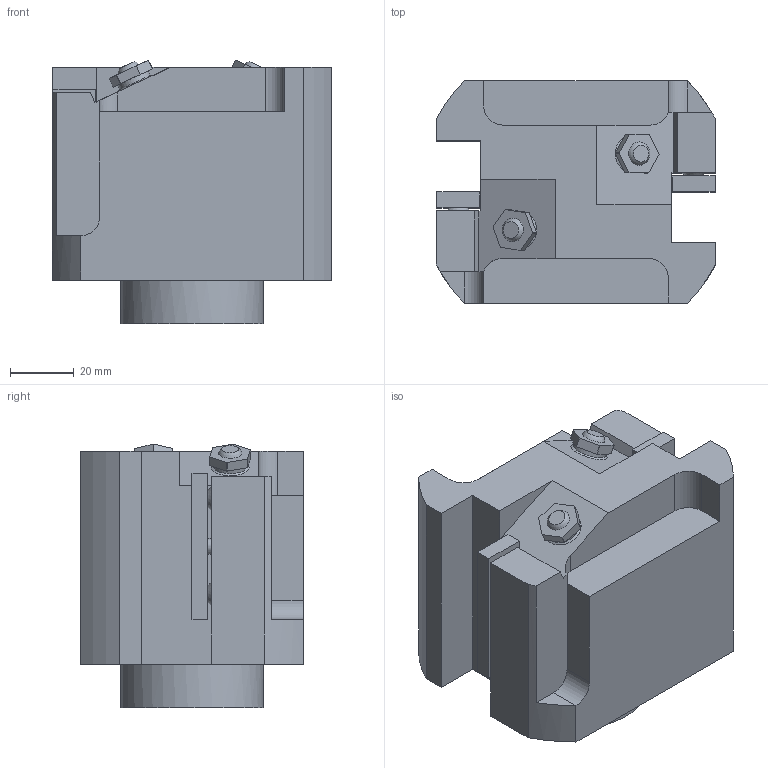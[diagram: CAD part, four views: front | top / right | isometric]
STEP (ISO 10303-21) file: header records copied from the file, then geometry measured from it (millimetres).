
FILE_DESCRIPTION(/* description */ (''),/* implementation_level */ '2;1');
FILE_NAME(/* name */ 'W7040120_stp.stp',/* time_stamp */ '2015-10-22T08:02:54+02:00',/* author */ (''),/* organization */ (''),/* preprocessor_version */ 'ST-DEVELOPER v15',/* originating_system */ 'SIEMENS PLM Software NX 9.0',/* authorisation */ '');
FILE_SCHEMA (('AP203_CONFIGURATION_CONTROLLED_3D_DESIGN_OF_MECHANICAL_PARTS_AND_ASSEMBLIES_MIM_LF { 1 0 10303 403 2 1 2}'));
Length unit declared in the file: millimetre
Products named in the file (1): _
Bounding box: 88 x 70 x 83.01 mm (x, y, z)
Volume: 343740.2 mm3; surface area: 39738.8 mm2
Topology: 1 solids, 1 shells, 100 faces, 263 edges, 176 vertices
Faces by surface type: plane 65, cylinder 27, cone 6, sphere 2
Full cylindrical faces by diameter (mm): 5 x2, 10.6 x2, 45 x1
Entity records: 3082 total; most frequent: DIRECTION 516, CARTESIAN_POINT 515, ORIENTED_EDGE 488, EDGE_CURVE 244, LINE 174, VECTOR 174, AXIS2_PLACEMENT_3D 171, VERTEX_POINT 170
